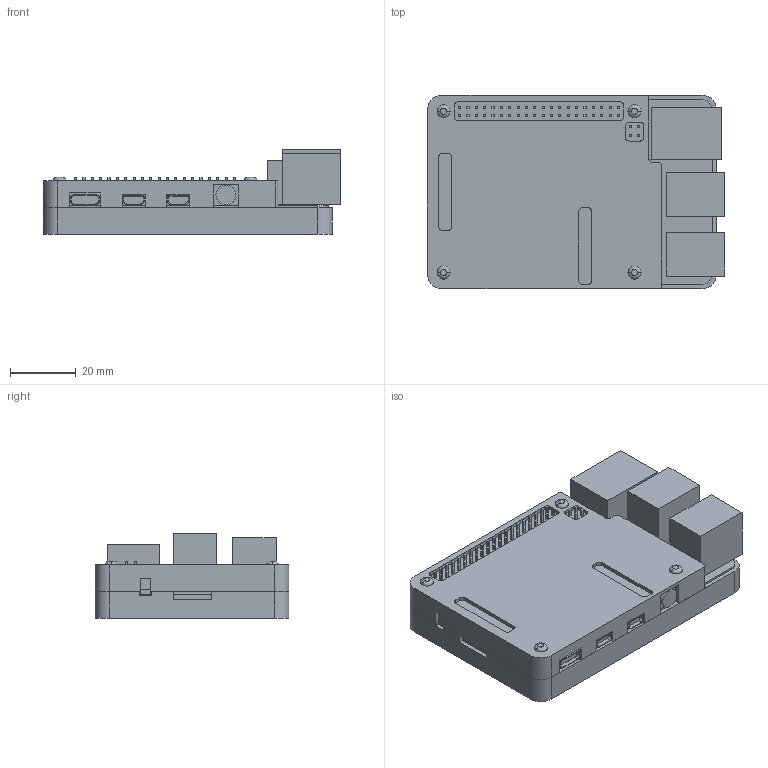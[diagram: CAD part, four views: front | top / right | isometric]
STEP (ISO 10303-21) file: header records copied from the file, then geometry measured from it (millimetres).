
FILE_DESCRIPTION (( 'STEP AP214' ), '1' );
FILE_NAME ('ASBC1RPI4.STEP', '2022-04-21T05:38:46', ( '' ), ( '' ), 'SwSTEP 2.0', 'SolidWorks 2012', '' );
FILE_SCHEMA (( 'AUTOMOTIVE_DESIGN' ));
Length unit declared in the file: inch
Products named in the file (1): ASBC1RPI4
Bounding box: 90.26 x 58.79 x 25.75 mm (x, y, z)
Surface area: 25437.9 mm2 (no closed solid volume)
Topology: 0 solids, 58 shells, 417 faces, 1113 edges, 761 vertices
Faces by surface type: plane 346, cylinder 63, torus 8
Entity records: 17999 total; most frequent: CARTESIAN_POINT 2292, DIRECTION 2122, ORIENTED_EDGE 1864, EDGE_CURVE 1113, LINE 940, VECTOR 940, VERTEX_POINT 761, AXIS2_PLACEMENT_3D 591
